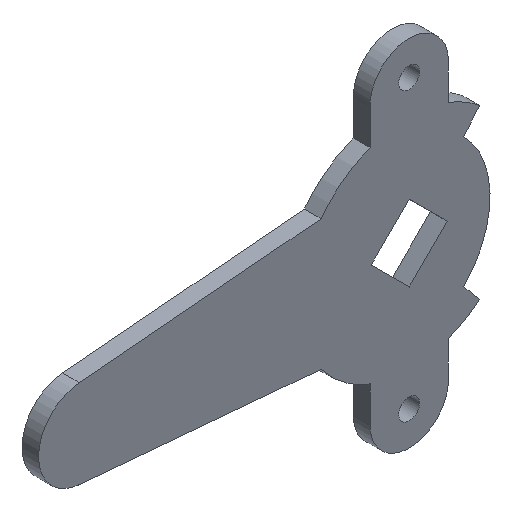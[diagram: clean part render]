
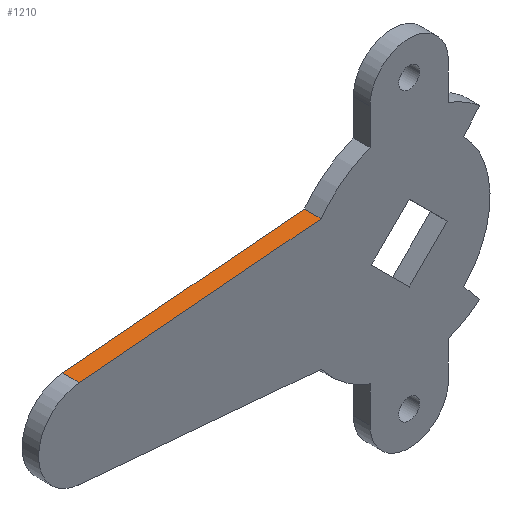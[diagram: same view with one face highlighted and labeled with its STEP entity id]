
A CAD part, isometric view. The second image highlights one B-rep face of the part: STEP entity #1210.
In plain terms, the highlighted free-form (B-spline) face has degree [1, 1] with [2, 2] control points.
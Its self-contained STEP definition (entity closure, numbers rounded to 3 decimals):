
#415=CARTESIAN_POINT('',(-16.875,0.0,12.5));
#416=VERTEX_POINT('',#415);
#573=CARTESIAN_POINT('',(-63.237,0.0,8.468));
#574=VERTEX_POINT('',#573);
#590=CARTESIAN_POINT('',(-16.875,0.0,12.5));
#591=CARTESIAN_POINT('',(-63.237,0.0,8.468));
#592=QUASI_UNIFORM_CURVE('',1,(#590,#591),.UNSPECIFIED.,.F.,.U.);
#593=EDGE_CURVE('',#416,#574,#592,.T.);
#647=CARTESIAN_POINT('',(-16.875,-3.2,12.5));
#648=VERTEX_POINT('',#647);
#662=CARTESIAN_POINT('',(-63.237,-3.2,8.468));
#663=VERTEX_POINT('',#662);
#664=CARTESIAN_POINT('',(-16.875,-3.2,12.5));
#665=CARTESIAN_POINT('',(-63.237,-3.2,8.468));
#666=QUASI_UNIFORM_CURVE('',1,(#664,#665),.UNSPECIFIED.,.F.,.U.);
#667=EDGE_CURVE('',#648,#663,#666,.T.);
#1187=CARTESIAN_POINT('',(-63.237,-3.2,8.468));
#1188=CARTESIAN_POINT('',(-63.237,0.0,8.468));
#1189=QUASI_UNIFORM_CURVE('',1,(#1187,#1188),.UNSPECIFIED.,.F.,.U.);
#1190=EDGE_CURVE('',#663,#574,#1189,.T.);
#1195=CARTESIAN_POINT('',(-14.559,-3.36,12.701));
#1196=CARTESIAN_POINT('',(-65.552,-3.36,8.267));
#1197=CARTESIAN_POINT('',(-14.559,0.16,12.701));
#1198=CARTESIAN_POINT('',(-65.552,0.16,8.267));
#1199=B_SPLINE_SURFACE_WITH_KNOTS('',1,1,((#1195,#1197),(#1196,#1198)),.UNSPECIFIED.,.F.,.F.,.U.,(2,2),(2,2),(0.0,51.186),(0.0,3.52),.UNSPECIFIED.);
#1200=ORIENTED_EDGE('',*,*,#593,.T.);
#1201=ORIENTED_EDGE('',*,*,#1190,.F.);
#1202=ORIENTED_EDGE('',*,*,#667,.F.);
#1203=CARTESIAN_POINT('',(-16.875,-3.2,12.5));
#1204=CARTESIAN_POINT('',(-16.875,0.0,12.5));
#1205=QUASI_UNIFORM_CURVE('',1,(#1203,#1204),.UNSPECIFIED.,.F.,.U.);
#1206=EDGE_CURVE('',#648,#416,#1205,.T.);
#1207=ORIENTED_EDGE('',*,*,#1206,.T.);
#1208=EDGE_LOOP('',(#1200,#1201,#1202,#1207));
#1209=FACE_OUTER_BOUND('',#1208,.T.);
#1210=ADVANCED_FACE('',(#1209),#1199,.F.);
